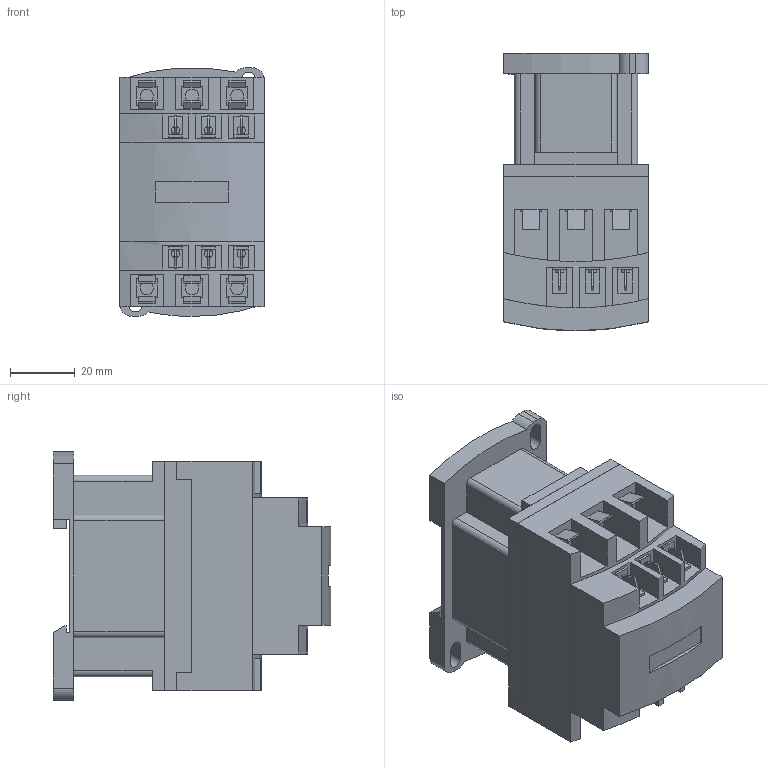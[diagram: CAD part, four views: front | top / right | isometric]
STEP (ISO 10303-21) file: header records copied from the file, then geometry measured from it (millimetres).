
FILE_DESCRIPTION(('starvars output'),'2;1');
FILE_NAME('LC1D099G7_3D.stp','09:46:56 2020/03/31',( 'Thomas Industrial Network Germany GmbH'),( 'Thomas Industrial Network Germany GmbH'),'unknown preprocess','ACIS' ,'unknown authorization');
FILE_SCHEMA(('AUTOMOTIVE_DESIGN_CC2 {UNKNOWN IMPLEMENTATION LEVEL}'));
Length unit declared in the file: millimetre
Products named in the file (3): PRODUCT_ID_855; PRODUCT_ID_856; PRODUCT_ID_857
Bounding box: 44.7 x 85.85 x 76.96 mm (x, y, z)
Volume: 191983.1 mm3; surface area: 43210.1 mm2
Topology: 3 solids, 3 shells, 397 faces, 1074 edges, 716 vertices
Faces by surface type: plane 337, cylinder 60
Entity records: 14991 total; most frequent: ORIENTED_EDGE 2148, CARTESIAN_POINT 2017, DIRECTION 1720, EDGE_CURVE 1074, VECTOR 882, LINE 882, VERTEX_POINT 716, EDGE_LOOP 434
